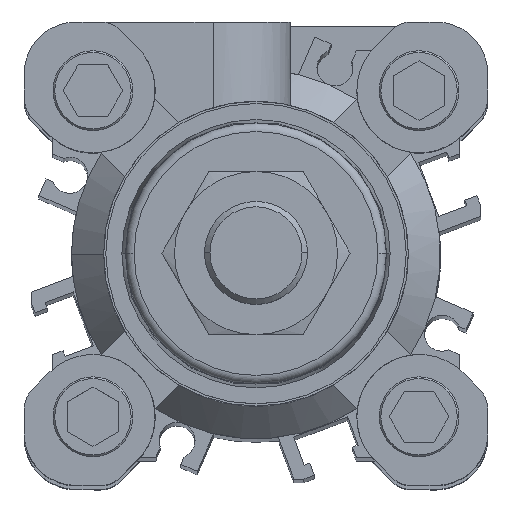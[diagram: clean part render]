
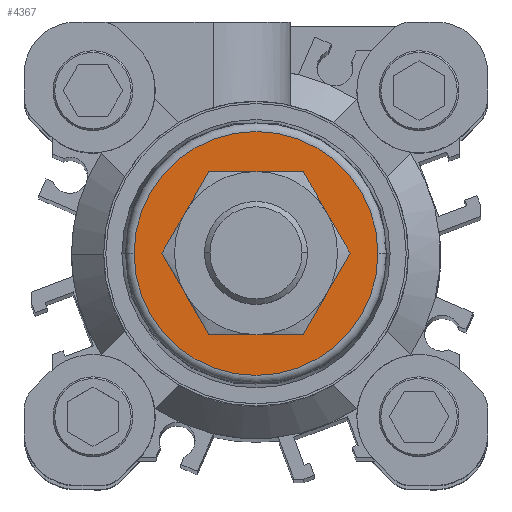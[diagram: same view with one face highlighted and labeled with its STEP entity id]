
A CAD part, top view. The second image highlights one B-rep face of the part: STEP entity #4367.
In plain terms, the highlighted planar face has unit normal (0, 0, 1).
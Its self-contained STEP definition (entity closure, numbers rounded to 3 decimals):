
#505 = AXIS2_PLACEMENT_3D ( 'NONE', #3856, #11004, #6224 ) ;
#1258 = AXIS2_PLACEMENT_3D ( 'NONE', #13526, #10208, #12368 ) ;
#1291 = CARTESIAN_POINT ( 'NONE',  ( 0., 0., 48.6 ) ) ;
#1378 = CIRCLE ( 'NONE', #6327, 8. ) ;
#1379 = DIRECTION ( 'NONE',  ( 0., 0., 1. ) ) ;
#1459 = DIRECTION ( 'NONE',  ( 1., 0., 0. ) ) ;
#1800 = VERTEX_POINT ( 'NONE', #11527 ) ;
#2132 = CARTESIAN_POINT ( 'NONE',  ( 0., 0., 48.6 ) ) ;
#2479 = EDGE_CURVE ( 'NONE', #9710, #3352, #12676, .T. ) ;
#3334 = CARTESIAN_POINT ( 'NONE',  ( 14.21, 0., 48.6 ) ) ;
#3352 = VERTEX_POINT ( 'NONE', #12535 ) ;
#3856 = CARTESIAN_POINT ( 'NONE',  ( 0., 0., 48.6 ) ) ;
#4367 = ADVANCED_FACE ( 'NONE', ( #6657, #10877 ), #5209, .T. ) ;
#4688 = EDGE_LOOP ( 'NONE', ( #5264, #6447 ) ) ;
#5209 = PLANE ( 'NONE',  #9926 ) ;
#5264 = ORIENTED_EDGE ( 'NONE', *, *, #9565, .F. ) ;
#6224 = DIRECTION ( 'NONE',  ( 1., 0., 0. ) ) ;
#6327 = AXIS2_PLACEMENT_3D ( 'NONE', #13125, #13109, #13078 ) ;
#6447 = ORIENTED_EDGE ( 'NONE', *, *, #7961, .F. ) ;
#6657 = FACE_OUTER_BOUND ( 'NONE', #12623, .T. ) ;
#6668 = ORIENTED_EDGE ( 'NONE', *, *, #8631, .T. ) ;
#7961 = EDGE_CURVE ( 'NONE', #10575, #1800, #1378, .T. ) ;
#8631 = EDGE_CURVE ( 'NONE', #3352, #9710, #13177, .T. ) ;
#8862 = CIRCLE ( 'NONE', #11974, 8. ) ;
#9236 = CARTESIAN_POINT ( 'NONE',  ( -8., 0., 48.6 ) ) ;
#9565 = EDGE_CURVE ( 'NONE', #1800, #10575, #8862, .T. ) ;
#9710 = VERTEX_POINT ( 'NONE', #3334 ) ;
#9926 = AXIS2_PLACEMENT_3D ( 'NONE', #2132, #13330, #12680 ) ;
#10208 = DIRECTION ( 'NONE',  ( 0., 0., 1. ) ) ;
#10575 = VERTEX_POINT ( 'NONE', #9236 ) ;
#10877 = FACE_BOUND ( 'NONE', #4688, .T. ) ;
#11004 = DIRECTION ( 'NONE',  ( 0., 0., 1. ) ) ;
#11527 = CARTESIAN_POINT ( 'NONE',  ( 8., 0., 48.6 ) ) ;
#11974 = AXIS2_PLACEMENT_3D ( 'NONE', #1291, #1379, #1459 ) ;
#12368 = DIRECTION ( 'NONE',  ( 1., 0., 0. ) ) ;
#12535 = CARTESIAN_POINT ( 'NONE',  ( -14.21, 0., 48.6 ) ) ;
#12623 = EDGE_LOOP ( 'NONE', ( #13136, #6668 ) ) ;
#12676 = CIRCLE ( 'NONE', #505, 14.21 ) ;
#12680 = DIRECTION ( 'NONE',  ( 1., 0., 0. ) ) ;
#13078 = DIRECTION ( 'NONE',  ( 1., 0., 0. ) ) ;
#13109 = DIRECTION ( 'NONE',  ( 0., 0., 1. ) ) ;
#13125 = CARTESIAN_POINT ( 'NONE',  ( 0., 0., 48.6 ) ) ;
#13136 = ORIENTED_EDGE ( 'NONE', *, *, #2479, .T. ) ;
#13177 = CIRCLE ( 'NONE', #1258, 14.21 ) ;
#13330 = DIRECTION ( 'NONE',  ( 0., 0., 1. ) ) ;
#13526 = CARTESIAN_POINT ( 'NONE',  ( 0., 0., 48.6 ) ) ;
